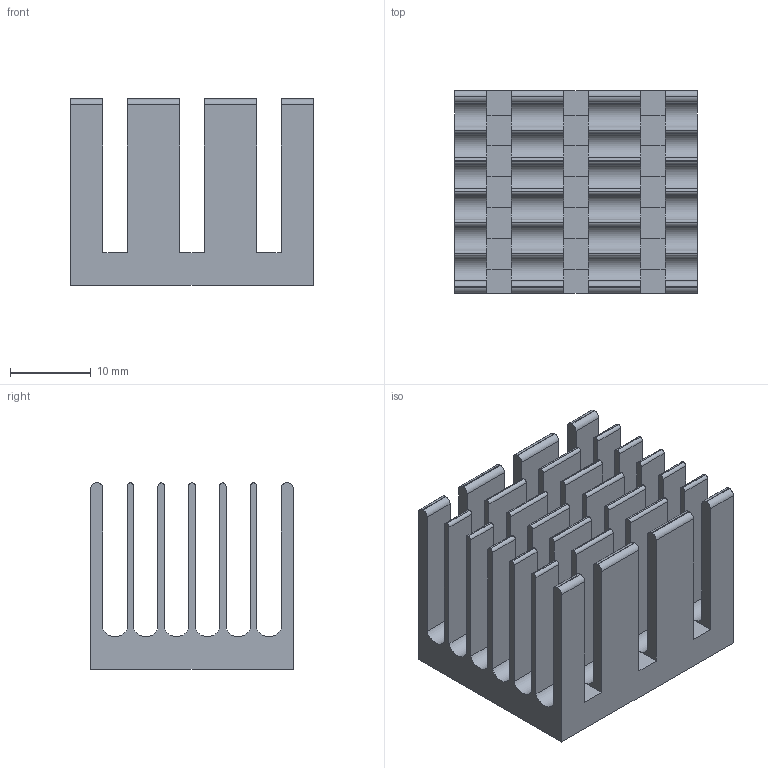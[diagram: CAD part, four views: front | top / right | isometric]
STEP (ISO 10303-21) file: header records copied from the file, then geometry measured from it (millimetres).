
FILE_DESCRIPTION(('FreeCAD Model'),'2;1');
FILE_NAME('heatsink_30x25.stp', '2017-09-23T10:08:22',('Author'),(''), 'Open CASCADE STEP processor 6.8','FreeCAD','Unknown');
FILE_SCHEMA(('AUTOMOTIVE_DESIGN_CC2 { 1 2 10303 214 -1 1 5 4 }'));
Length unit declared in the file: millimetre
Products named in the file (2): ASSEMBLY; Fillet001
Assembly tree (1 placements, depth 2):
  ASSEMBLY
    Fillet001
Bounding box: 30 x 25 x 23 mm (x, y, z)
Volume: 5881.6 mm3; surface area: 8414.2 mm2
Topology: 1 solids, 1 shells, 224 faces, 594 edges, 372 vertices
Faces by surface type: plane 144, cylinder 80
Entity records: 14731 total; most frequent: CARTESIAN_POINT 3190, DIRECTION 2110, ORIENTED_EDGE 1188, PCURVE 1188, DEFINITIONAL_REPRESENTATION 1188, LINE 1168, VECTOR 1168, EDGE_CURVE 594
